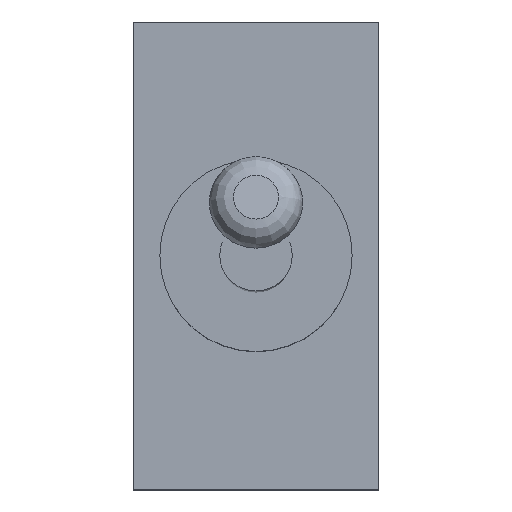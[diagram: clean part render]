
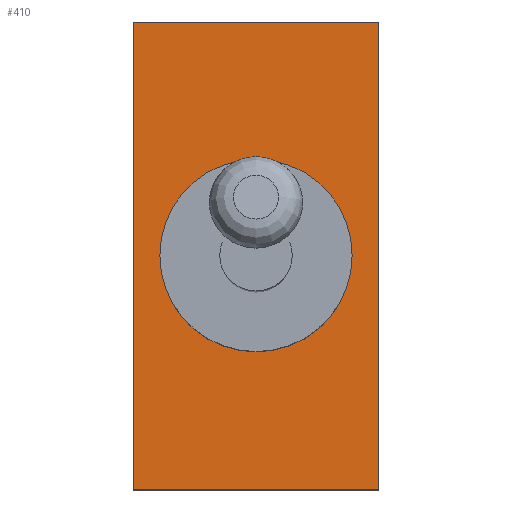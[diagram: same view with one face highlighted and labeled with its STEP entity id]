
A CAD part, top view. The second image highlights one B-rep face of the part: STEP entity #410.
In plain terms, the highlighted planar face has unit normal (0, 0, 1).
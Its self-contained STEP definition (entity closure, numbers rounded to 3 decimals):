
#17=FACE_BOUND('',#80,.T.);
#32=PLANE('',#464);
#54=FACE_OUTER_BOUND('',#79,.T.);
#79=EDGE_LOOP('',(#358,#359,#360,#361));
#80=EDGE_LOOP('',(#362));
#111=LINE('',#687,#146);
#114=LINE('',#692,#149);
#116=LINE('',#696,#151);
#118=LINE('',#699,#153);
#146=VECTOR('',#563,10.);
#149=VECTOR('',#568,10.);
#151=VECTOR('',#572,10.);
#153=VECTOR('',#576,10.);
#157=CIRCLE('',#433,5.964);
#178=VERTEX_POINT('',#607);
#203=VERTEX_POINT('',#685);
#204=VERTEX_POINT('',#686);
#205=VERTEX_POINT('',#691);
#206=VERTEX_POINT('',#695);
#215=EDGE_CURVE('',#178,#178,#157,.T.);
#252=EDGE_CURVE('',#203,#204,#111,.T.);
#255=EDGE_CURVE('',#205,#203,#114,.T.);
#257=EDGE_CURVE('',#206,#205,#116,.T.);
#259=EDGE_CURVE('',#204,#206,#118,.T.);
#358=ORIENTED_EDGE('',*,*,#259,.F.);
#359=ORIENTED_EDGE('',*,*,#252,.F.);
#360=ORIENTED_EDGE('',*,*,#255,.F.);
#361=ORIENTED_EDGE('',*,*,#257,.F.);
#362=ORIENTED_EDGE('',*,*,#215,.T.);
#410=ADVANCED_FACE('',(#54,#17),#32,.T.);
#433=AXIS2_PLACEMENT_3D('',#609,#483,#484);
#464=AXIS2_PLACEMENT_3D('',#700,#577,#578);
#483=DIRECTION('center_axis',(0.,0.,-1.));
#484=DIRECTION('ref_axis',(1.,0.,0.));
#563=DIRECTION('',(0.,1.,0.));
#568=DIRECTION('',(-1.,0.,0.));
#572=DIRECTION('',(0.,-1.,0.));
#576=DIRECTION('',(1.,0.,0.));
#577=DIRECTION('center_axis',(0.,0.,1.));
#578=DIRECTION('ref_axis',(1.,0.,0.));
#607=CARTESIAN_POINT('',(-5.964,0.,0.));
#609=CARTESIAN_POINT('Origin',(0.,0.,0.));
#685=CARTESIAN_POINT('',(-7.625,-14.5,0.));
#686=CARTESIAN_POINT('',(-7.625,14.5,0.));
#687=CARTESIAN_POINT('',(-7.625,-14.5,0.));
#691=CARTESIAN_POINT('',(7.625,-14.5,0.));
#692=CARTESIAN_POINT('',(7.625,-14.5,0.));
#695=CARTESIAN_POINT('',(7.625,14.5,0.));
#696=CARTESIAN_POINT('',(7.625,14.5,0.));
#699=CARTESIAN_POINT('',(-7.625,14.5,0.));
#700=CARTESIAN_POINT('Origin',(0.,0.,
0.));
